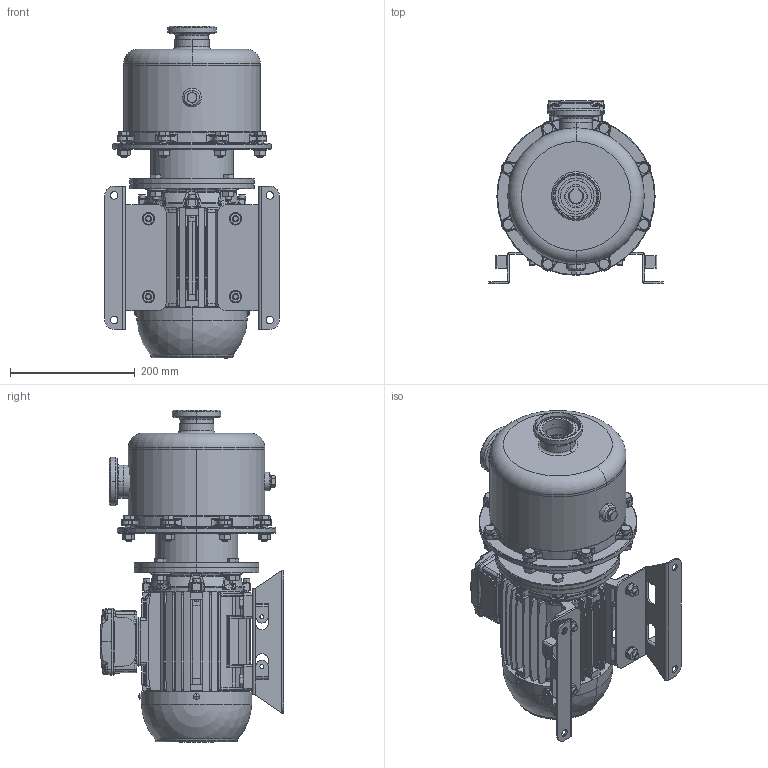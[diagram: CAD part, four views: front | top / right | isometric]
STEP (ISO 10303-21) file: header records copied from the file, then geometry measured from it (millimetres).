
FILE_DESCRIPTION (( 'STEP AP203' ), '1' );
FILE_NAME ('Ýëåêòðîíàñîñíûé àãðåãàò ÎÍÖñ 12,5_30Ê5-3_2.STEP', '2017-02-10T20:14:27', ( '' ), ( '' ), 'SwSTEP 2.0', 'SolidWorks 2015', '' );
FILE_SCHEMA (( 'CONFIG_CONTROL_DESIGN' ));
Length unit declared in the file: millimetre
Products named in the file (11): 90L_TOP; 婜縺蹞 12,5_30; 扻錪犩 12,5_30; 冓憵 12,5_30; Êàñòðþëÿ 12,5_30; 署赅 赅耱瘙腓 12,5_30; Áîëò Ì10; 砐鳱鍱 Dy50; ﾘ琺矜; Ýëåêòðîíàñîñíûé àãðåãàò ÎÍÖñ 12,5_30Ê5-3_2; Ãàéêà
Assembly tree (57 placements, depth 2):
  Ýëåêòðîíàñîñíûé àãðåãàò ÎÍÖñ 12,5_30Ê5-3_2
    Áîëò Ì10  x16
    ﾘ琺矜  x16
    Ãàéêà  x16
    90L_TOP
    婜縺蹞 12,5_30
    扻錪犩 12,5_30
    冓憵 12,5_30  x2
    Êàñòðþëÿ 12,5_30
    署赅 赅耱瘙腓 12,5_30
    砐鳱鍱 Dy50  x2
Bounding box: 280 x 294.5 x 533 mm (x, y, z)
Volume: 7511444.7 mm3; surface area: 1054289.1 mm2
Topology: 61 solids, 62 shells, 3357 faces, 8109 edges, 5030 vertices
Faces by surface type: plane 1590, cylinder 698, cone 536, torus 289, bspline 214, sphere 30
Entity records: 84349 total; most frequent: CARTESIAN_POINT 23793, ORIENTED_EDGE 12310, DIRECTION 11876, EDGE_CURVE 6155, AXIS2_PLACEMENT_3D 4229, VERTEX_POINT 3894, VECTOR 3418, LINE 3418
